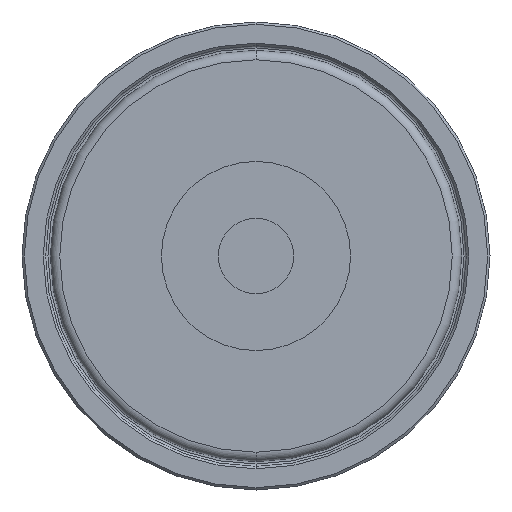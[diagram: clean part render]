
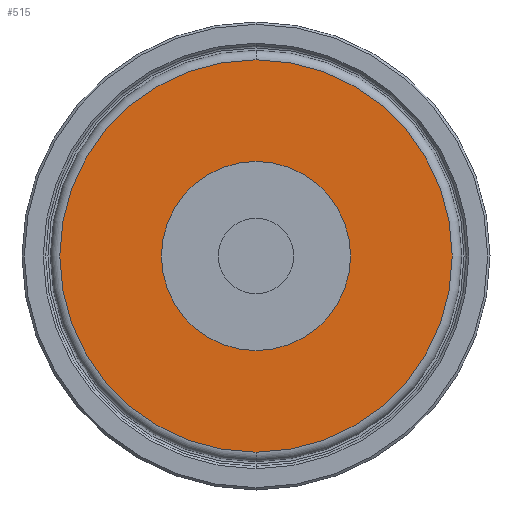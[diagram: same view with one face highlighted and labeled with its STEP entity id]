
A CAD part, front view. The second image highlights one B-rep face of the part: STEP entity #515.
In plain terms, the highlighted planar face has unit normal (0, -1, 0).
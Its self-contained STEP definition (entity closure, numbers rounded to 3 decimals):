
#18 = ORIENTED_EDGE ( 'NONE', *, *, #1201, .F. ) ;
#27 = EDGE_CURVE ( 'NONE', #323, #203, #944, .T. ) ;
#65 = ORIENTED_EDGE ( 'NONE', *, *, #470, .T. ) ;
#98 = CARTESIAN_POINT ( 'NONE',  ( 0., 0., 41.5 ) ) ;
#181 = AXIS2_PLACEMENT_3D ( 'NONE', #565, #560, #548 ) ;
#191 = DIRECTION ( 'NONE',  ( 0., 0., -1. ) ) ;
#193 = DIRECTION ( 'NONE',  ( 0., -1., 0. ) ) ;
#197 = CARTESIAN_POINT ( 'NONE',  ( 20., 0., 0. ) ) ;
#203 = VERTEX_POINT ( 'NONE', #98 ) ;
#214 = EDGE_LOOP ( 'NONE', ( #18, #1351 ) ) ;
#243 = PLANE ( 'NONE',  #1509 ) ;
#313 = AXIS2_PLACEMENT_3D ( 'NONE', #1134, #1112, #1377 ) ;
#318 = FACE_OUTER_BOUND ( 'NONE', #1676, .T. ) ;
#323 = VERTEX_POINT ( 'NONE', #1452 ) ;
#399 = CIRCLE ( 'NONE', #181, 41.5 ) ;
#470 = EDGE_CURVE ( 'NONE', #203, #323, #399, .T. ) ;
#515 = ADVANCED_FACE ( 'NONE', ( #318, #828 ), #243, .T. ) ;
#548 = DIRECTION ( 'NONE',  ( 0., 0., -1. ) ) ;
#560 = DIRECTION ( 'NONE',  ( 0., -1., 0. ) ) ;
#561 = CARTESIAN_POINT ( 'NONE',  ( 0., 0., 0. ) ) ;
#565 = CARTESIAN_POINT ( 'NONE',  ( 0., 0., 0. ) ) ;
#571 = DIRECTION ( 'NONE',  ( 0., -1., 0. ) ) ;
#588 = DIRECTION ( 'NONE',  ( 0., 0., -1. ) ) ;
#827 = EDGE_CURVE ( 'NONE', #1379, #1448, #1857, .T. ) ;
#828 = FACE_BOUND ( 'NONE', #214, .T. ) ;
#944 = CIRCLE ( 'NONE', #313, 41.5 ) ;
#1112 = DIRECTION ( 'NONE',  ( 0., -1., 0. ) ) ;
#1134 = CARTESIAN_POINT ( 'NONE',  ( 0., 0., 0. ) ) ;
#1201 = EDGE_CURVE ( 'NONE', #1448, #1379, #1526, .T. ) ;
#1303 = AXIS2_PLACEMENT_3D ( 'NONE', #1675, #1686, #1806 ) ;
#1351 = ORIENTED_EDGE ( 'NONE', *, *, #827, .F. ) ;
#1377 = DIRECTION ( 'NONE',  ( 0., 0., -1. ) ) ;
#1379 = VERTEX_POINT ( 'NONE', #1552 ) ;
#1448 = VERTEX_POINT ( 'NONE', #1902 ) ;
#1452 = CARTESIAN_POINT ( 'NONE',  ( 0., 0., -41.5 ) ) ;
#1509 = AXIS2_PLACEMENT_3D ( 'NONE', #197, #193, #191 ) ;
#1526 = CIRCLE ( 'NONE', #1303, 20. ) ;
#1538 = ORIENTED_EDGE ( 'NONE', *, *, #27, .T. ) ;
#1552 = CARTESIAN_POINT ( 'NONE',  ( 0., 0., 20. ) ) ;
#1566 = AXIS2_PLACEMENT_3D ( 'NONE', #561, #571, #588 ) ;
#1675 = CARTESIAN_POINT ( 'NONE',  ( 0., 0., 0. ) ) ;
#1676 = EDGE_LOOP ( 'NONE', ( #1538, #65 ) ) ;
#1686 = DIRECTION ( 'NONE',  ( 0., -1., 0. ) ) ;
#1806 = DIRECTION ( 'NONE',  ( 0., 0., -1. ) ) ;
#1857 = CIRCLE ( 'NONE', #1566, 20. ) ;
#1902 = CARTESIAN_POINT ( 'NONE',  ( 0., 0., -20. ) ) ;
